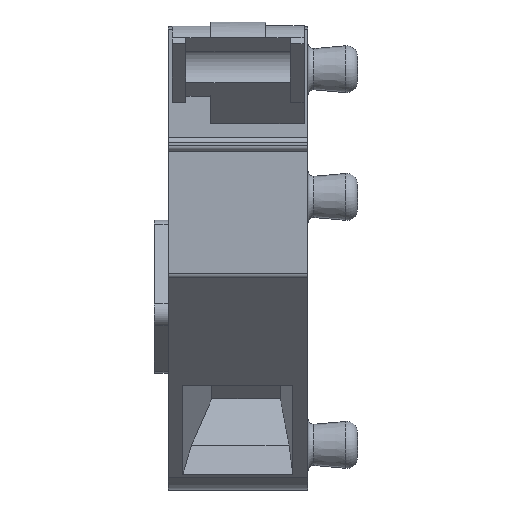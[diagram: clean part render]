
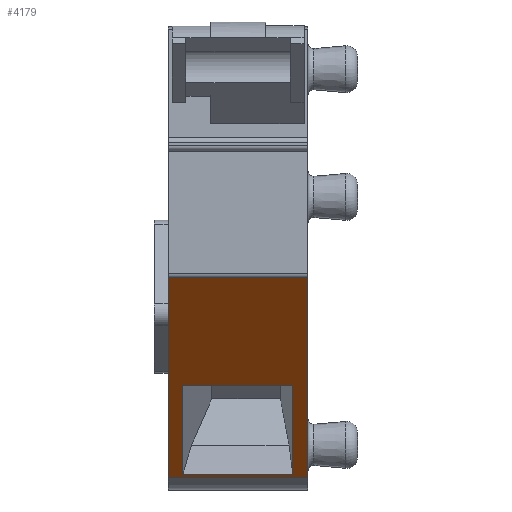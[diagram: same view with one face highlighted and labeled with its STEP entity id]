
A CAD part, top view. The second image highlights one B-rep face of the part: STEP entity #4179.
In plain terms, the highlighted planar face has unit normal (0, -0.707, 0.707).
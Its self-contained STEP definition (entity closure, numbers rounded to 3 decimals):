
#34 = FACE_OUTER_BOUND ( 'NONE', #3344, .T. ) ;
#367 = ORIENTED_EDGE ( 'NONE', *, *, #6029, .T. ) ;
#371 = VECTOR ( 'NONE', #1340, 1000. ) ;
#376 = ORIENTED_EDGE ( 'NONE', *, *, #7350, .T. ) ;
#436 = DIRECTION ( 'NONE',  ( 1., 0., 0. ) ) ;
#465 = EDGE_CURVE ( 'NONE', #5859, #2020, #3419, .T. ) ;
#492 = DIRECTION ( 'NONE',  ( 0., -0.707, 0.707 ) ) ;
#646 = CARTESIAN_POINT ( 'NONE',  ( -2.01, -77.467, -66.597 ) ) ;
#740 = EDGE_LOOP ( 'NONE', ( #3489, #4617, #367, #5191 ) ) ;
#893 = VECTOR ( 'NONE', #1806, 1000. ) ;
#990 = DIRECTION ( 'NONE',  ( 0., -0.707, -0.707 ) ) ;
#1046 = ORIENTED_EDGE ( 'NONE', *, *, #465, .T. ) ;
#1269 = VERTEX_POINT ( 'NONE', #7692 ) ;
#1318 = VERTEX_POINT ( 'NONE', #7331 ) ;
#1340 = DIRECTION ( 'NONE',  ( 1., 0., 0. ) ) ;
#1424 = VECTOR ( 'NONE', #2181, 1000. ) ;
#1549 = EDGE_CURVE ( 'NONE', #5269, #1318, #5155, .T. ) ;
#1806 = DIRECTION ( 'NONE',  ( 0., -0.707, -0.707 ) ) ;
#1884 = CARTESIAN_POINT ( 'NONE',  ( 0., -0.846, 10.024 ) ) ;
#1906 = CARTESIAN_POINT ( 'NONE',  ( -2.54, 3.071, 13.941 ) ) ;
#2020 = VERTEX_POINT ( 'NONE', #6201 ) ;
#2145 = DIRECTION ( 'NONE',  ( 0., -0.707, -0.707 ) ) ;
#2181 = DIRECTION ( 'NONE',  ( -1., 0., 0. ) ) ;
#2415 = FACE_BOUND ( 'NONE', #740, .T. ) ;
#2636 = CARTESIAN_POINT ( 'NONE',  ( 2.54, 3.071, 13.941 ) ) ;
#2749 = VECTOR ( 'NONE', #4280, 1000. ) ;
#2892 = DIRECTION ( 'NONE',  ( 1., 0., 0. ) ) ;
#3041 = DIRECTION ( 'NONE',  ( 0., 0.707, 0.707 ) ) ;
#3344 = EDGE_LOOP ( 'NONE', ( #1046, #7122, #5938, #376 ) ) ;
#3419 = LINE ( 'NONE', #5815, #3936 ) ;
#3489 = ORIENTED_EDGE ( 'NONE', *, *, #4503, .T. ) ;
#3652 = CARTESIAN_POINT ( 'NONE',  ( -2.54, -4.211, 6.659 ) ) ;
#3936 = VECTOR ( 'NONE', #436, 1000. ) ;
#3965 = LINE ( 'NONE', #6367, #6531 ) ;
#4179 = ADVANCED_FACE ( 'NONE', ( #34, #2415 ), #4805, .T. ) ;
#4280 = DIRECTION ( 'NONE',  ( 1., 0., 0. ) ) ;
#4324 = LINE ( 'NONE', #6728, #371 ) ;
#4440 = AXIS2_PLACEMENT_3D ( 'NONE', #5871, #492, #2892 ) ;
#4490 = VECTOR ( 'NONE', #2145, 1000. ) ;
#4503 = EDGE_CURVE ( 'NONE', #1318, #1269, #6024, .T. ) ;
#4617 = ORIENTED_EDGE ( 'NONE', *, *, #6909, .T. ) ;
#4676 = CARTESIAN_POINT ( 'NONE',  ( 1.99, -4.098, 6.772 ) ) ;
#4785 = LINE ( 'NONE', #7202, #893 ) ;
#4805 = PLANE ( 'NONE',  #4440 ) ;
#4809 = VERTEX_POINT ( 'NONE', #5763 ) ;
#5118 = LINE ( 'NONE', #7541, #4490 ) ;
#5155 = LINE ( 'NONE', #7579, #1424 ) ;
#5191 = ORIENTED_EDGE ( 'NONE', *, *, #1549, .T. ) ;
#5269 = VERTEX_POINT ( 'NONE', #4676 ) ;
#5763 = CARTESIAN_POINT ( 'NONE',  ( 1.99, -0.846, 10.024 ) ) ;
#5778 = VECTOR ( 'NONE', #3041, 1000. ) ;
#5815 = CARTESIAN_POINT ( 'NONE',  ( 0., -4.211, 6.659 ) ) ;
#5859 = VERTEX_POINT ( 'NONE', #3652 ) ;
#5871 = CARTESIAN_POINT ( 'NONE',  ( 0., -4.211, 6.659 ) ) ;
#5938 = ORIENTED_EDGE ( 'NONE', *, *, #6980, .F. ) ;
#6024 = LINE ( 'NONE', #646, #5778 ) ;
#6029 = EDGE_CURVE ( 'NONE', #4809, #5269, #3965, .T. ) ;
#6201 = CARTESIAN_POINT ( 'NONE',  ( 2.54, -4.211, 6.659 ) ) ;
#6367 = CARTESIAN_POINT ( 'NONE',  ( 1.99, -77.467, -66.597 ) ) ;
#6531 = VECTOR ( 'NONE', #990, 1000. ) ;
#6728 = CARTESIAN_POINT ( 'NONE',  ( 0., 3.071, 13.941 ) ) ;
#6733 = VERTEX_POINT ( 'NONE', #2636 ) ;
#6909 = EDGE_CURVE ( 'NONE', #1269, #4809, #7282, .T. ) ;
#6980 = EDGE_CURVE ( 'NONE', #7239, #6733, #4324, .T. ) ;
#7122 = ORIENTED_EDGE ( 'NONE', *, *, #7704, .F. ) ;
#7202 = CARTESIAN_POINT ( 'NONE',  ( -2.54, -77.467, -66.597 ) ) ;
#7239 = VERTEX_POINT ( 'NONE', #1906 ) ;
#7282 = LINE ( 'NONE', #1884, #2749 ) ;
#7331 = CARTESIAN_POINT ( 'NONE',  ( -2.01, -4.098, 6.772 ) ) ;
#7350 = EDGE_CURVE ( 'NONE', #7239, #5859, #4785, .T. ) ;
#7541 = CARTESIAN_POINT ( 'NONE',  ( 2.54, -77.467, -66.597 ) ) ;
#7579 = CARTESIAN_POINT ( 'NONE',  ( 0., -4.098, 6.772 ) ) ;
#7692 = CARTESIAN_POINT ( 'NONE',  ( -2.01, -0.846, 10.024 ) ) ;
#7704 = EDGE_CURVE ( 'NONE', #6733, #2020, #5118, .T. ) ;
